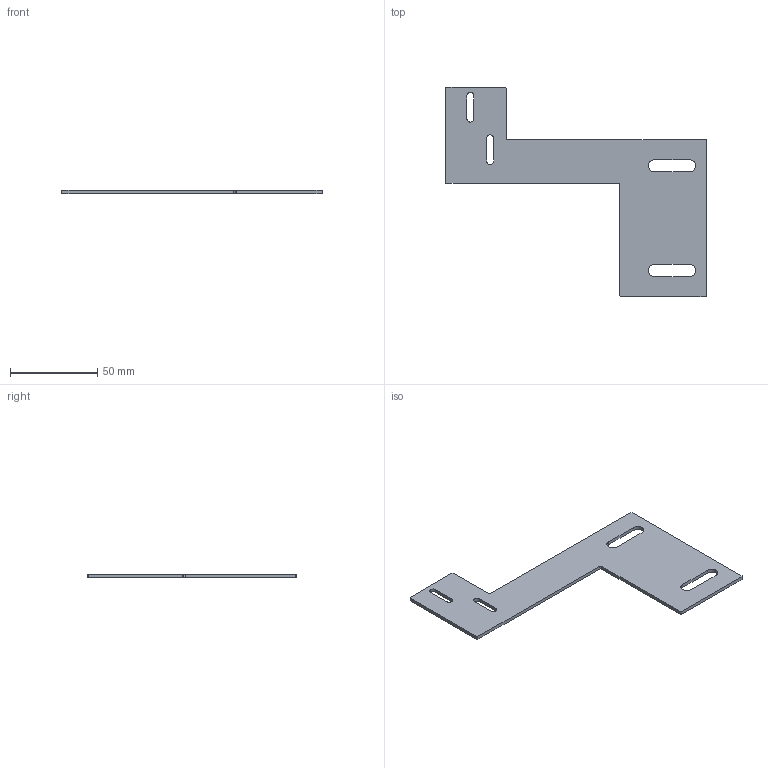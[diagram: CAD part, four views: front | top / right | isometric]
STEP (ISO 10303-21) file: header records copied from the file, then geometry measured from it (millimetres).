
FILE_DESCRIPTION (( 'STEP AP214' ), '1' );
FILE_NAME ('SV 4 CHECK BOX.STEP', '2025-09-07T23:51:50', ( '' ), ( '' ), 'SwSTEP 2.0', 'SolidWorks 2024', '' );
FILE_SCHEMA (( 'AUTOMOTIVE_DESIGN' ));
Length unit declared in the file: millimetre
Products named in the file (1): SV 4 CHECK BOX
Bounding box: 150 x 120 x 2 mm (x, y, z)
Volume: 15127.2 mm3; surface area: 16604.2 mm2
Topology: 1 solids, 1 shells, 36 faces, 102 edges, 68 vertices
Faces by surface type: plane 24, cylinder 12
Entity records: 1209 total; most frequent: CARTESIAN_POINT 207, ORIENTED_EDGE 204, DIRECTION 200, EDGE_CURVE 102, VECTOR 78, LINE 78, VERTEX_POINT 68, AXIS2_PLACEMENT_3D 61
